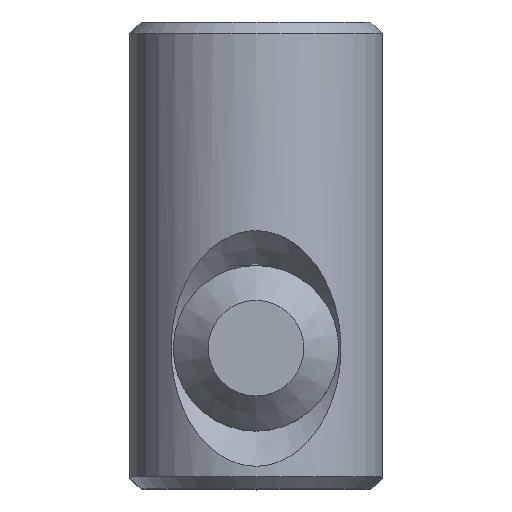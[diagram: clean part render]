
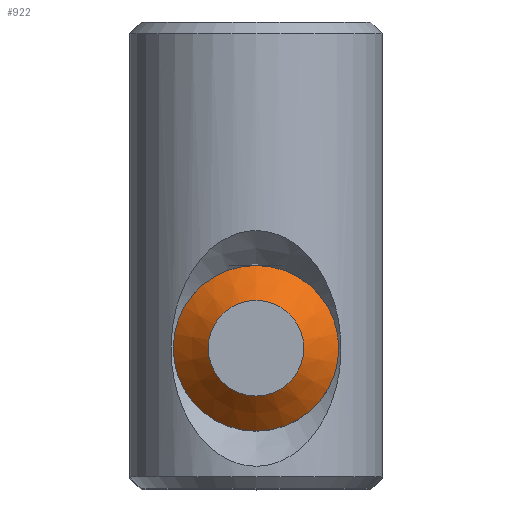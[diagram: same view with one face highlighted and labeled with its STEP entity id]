
A CAD part, top view. The second image highlights one B-rep face of the part: STEP entity #922.
In plain terms, the highlighted conical face has half-angle 45 degrees and reference radius 2.05 mm.
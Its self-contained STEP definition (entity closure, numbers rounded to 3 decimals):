
#124=FACE_OUTER_BOUND('',#185,.T.);
#185=EDGE_LOOP('',(#736,#737,#738,#739));
#266=LINE('',#1867,#335);
#335=VECTOR('',#1331,2.05);
#390=CIRCLE('',#1135,3.55);
#391=CIRCLE('',#1136,2.05);
#455=VERTEX_POINT('',#1864);
#456=VERTEX_POINT('',#1866);
#556=EDGE_CURVE('',#455,#455,#390,.T.);
#557=EDGE_CURVE('',#455,#456,#266,.T.);
#558=EDGE_CURVE('',#456,#456,#391,.T.);
#736=ORIENTED_EDGE('',*,*,#556,.F.);
#737=ORIENTED_EDGE('',*,*,#557,.T.);
#738=ORIENTED_EDGE('',*,*,#558,.T.);
#739=ORIENTED_EDGE('',*,*,#557,.F.);
#885=CONICAL_SURFACE('',#1134,2.05,0.785);
#922=ADVANCED_FACE('',(#124),#885,.T.);
#1134=AXIS2_PLACEMENT_3D('',#1863,#1327,#1328);
#1135=AXIS2_PLACEMENT_3D('',#1865,#1329,#1330);
#1136=AXIS2_PLACEMENT_3D('',#1868,#1332,#1333);
#1327=DIRECTION('center_axis',(1.,0.,0.));
#1328=DIRECTION('ref_axis',(0.,1.,0.));
#1329=DIRECTION('center_axis',(1.,0.,0.));
#1330=DIRECTION('ref_axis',(0.,1.,0.));
#1331=DIRECTION('',(-0.707,0.707,0.));
#1332=DIRECTION('center_axis',(1.,0.,0.));
#1333=DIRECTION('ref_axis',(0.,1.,0.));
#1863=CARTESIAN_POINT('Origin',(-75.,0.,0.));
#1864=CARTESIAN_POINT('',(-73.5,-3.55,0.));
#1865=CARTESIAN_POINT('Origin',(-73.5,0.,0.));
#1866=CARTESIAN_POINT('',(-75.,-2.05,0.));
#1867=CARTESIAN_POINT('',(-75.,-2.05,0.));
#1868=CARTESIAN_POINT('Origin',(-75.,0.,0.));
